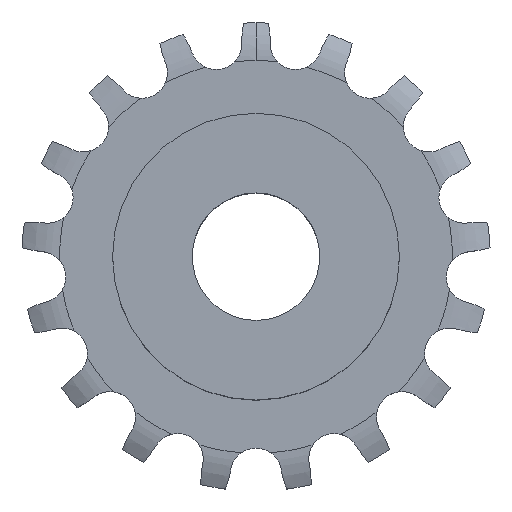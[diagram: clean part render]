
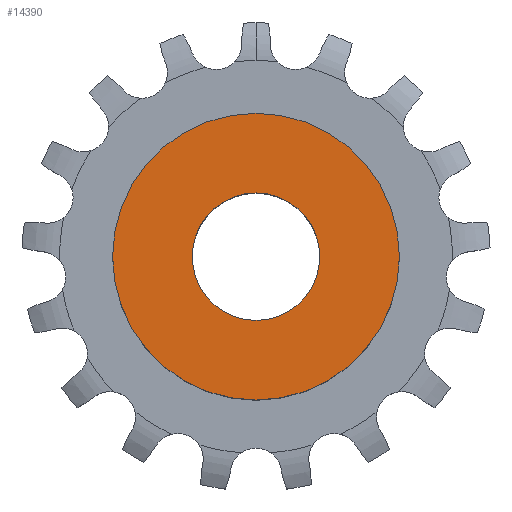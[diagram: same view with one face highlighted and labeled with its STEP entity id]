
A CAD part, top view. The second image highlights one B-rep face of the part: STEP entity #14390.
In plain terms, the highlighted planar face has unit normal (0, 0, 1).
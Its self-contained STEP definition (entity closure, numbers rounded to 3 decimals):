
#2056 = CYLINDRICAL_SURFACE('',#2057,4.);
#2057 = AXIS2_PLACEMENT_3D('',#2058,#2059,#2060);
#2058 = CARTESIAN_POINT('',(0.,0.,5000.));
#2059 = DIRECTION('',(0.,0.,1.));
#2060 = DIRECTION('',(1.,0.,-0.));
#3632 = CYLINDRICAL_SURFACE('',#3633,9.);
#3633 = AXIS2_PLACEMENT_3D('',#3634,#3635,#3636);
#3634 = CARTESIAN_POINT('',(0.,0.,0.));
#3635 = DIRECTION('',(-0.,-0.,-1.));
#3636 = DIRECTION('',(1.,0.,0.));
#11370 = EDGE_CURVE('',#11371,#11371,#11373,.T.);
#11371 = VERTEX_POINT('',#11372);
#11372 = CARTESIAN_POINT('',(4.,0.,11.85));
#11373 = SURFACE_CURVE('',#11374,(#11379,#11386),.PCURVE_S1.);
#11374 = CIRCLE('',#11375,4.);
#11375 = AXIS2_PLACEMENT_3D('',#11376,#11377,#11378);
#11376 = CARTESIAN_POINT('',(0.,0.,11.85));
#11377 = DIRECTION('',(0.,0.,1.));
#11378 = DIRECTION('',(1.,0.,-0.));
#11379 = PCURVE('',#2056,#11380);
#11380 = DEFINITIONAL_REPRESENTATION('',(#11381),#11385);
#11381 = LINE('',#11382,#11383);
#11382 = CARTESIAN_POINT('',(0.,-4988.15));
#11383 = VECTOR('',#11384,1.);
#11384 = DIRECTION('',(1.,0.));
#11385 = ( GEOMETRIC_REPRESENTATION_CONTEXT(2) 
PARAMETRIC_REPRESENTATION_CONTEXT() REPRESENTATION_CONTEXT('2D SPACE',''
  ) );
#11386 = PCURVE('',#11387,#11392);
#11387 = PLANE('',#11388);
#11388 = AXIS2_PLACEMENT_3D('',#11389,#11390,#11391);
#11389 = CARTESIAN_POINT('',(0.,0.,11.85));
#11390 = DIRECTION('',(0.,0.,1.));
#11391 = DIRECTION('',(0.,-1.,0.));
#11392 = DEFINITIONAL_REPRESENTATION('',(#11393),#11397);
#11393 = CIRCLE('',#11394,4.);
#11394 = AXIS2_PLACEMENT_2D('',#11395,#11396);
#11395 = CARTESIAN_POINT('',(0.,0.));
#11396 = DIRECTION('',(0.,1.));
#11397 = ( GEOMETRIC_REPRESENTATION_CONTEXT(2) 
PARAMETRIC_REPRESENTATION_CONTEXT() REPRESENTATION_CONTEXT('2D SPACE',''
  ) );
#13361 = VERTEX_POINT('',#13362);
#13362 = CARTESIAN_POINT('',(9.,0.,11.85));
#13383 = EDGE_CURVE('',#13361,#13361,#13384,.T.);
#13384 = SURFACE_CURVE('',#13385,(#13390,#13397),.PCURVE_S1.);
#13385 = CIRCLE('',#13386,9.);
#13386 = AXIS2_PLACEMENT_3D('',#13387,#13388,#13389);
#13387 = CARTESIAN_POINT('',(0.,0.,11.85));
#13388 = DIRECTION('',(0.,0.,1.));
#13389 = DIRECTION('',(1.,0.,0.));
#13390 = PCURVE('',#3632,#13391);
#13391 = DEFINITIONAL_REPRESENTATION('',(#13392),#13396);
#13392 = LINE('',#13393,#13394);
#13393 = CARTESIAN_POINT('',(-0.,-11.85));
#13394 = VECTOR('',#13395,1.);
#13395 = DIRECTION('',(-1.,0.));
#13396 = ( GEOMETRIC_REPRESENTATION_CONTEXT(2) 
PARAMETRIC_REPRESENTATION_CONTEXT() REPRESENTATION_CONTEXT('2D SPACE',''
  ) );
#13397 = PCURVE('',#11387,#13398);
#13398 = DEFINITIONAL_REPRESENTATION('',(#13399),#13403);
#13399 = CIRCLE('',#13400,9.);
#13400 = AXIS2_PLACEMENT_2D('',#13401,#13402);
#13401 = CARTESIAN_POINT('',(0.,0.));
#13402 = DIRECTION('',(0.,1.));
#13403 = ( GEOMETRIC_REPRESENTATION_CONTEXT(2) 
PARAMETRIC_REPRESENTATION_CONTEXT() REPRESENTATION_CONTEXT('2D SPACE',''
  ) );
#14390 = ADVANCED_FACE('',(#14391,#14394),#11387,.T.);
#14391 = FACE_BOUND('',#14392,.T.);
#14392 = EDGE_LOOP('',(#14393));
#14393 = ORIENTED_EDGE('',*,*,#13383,.T.);
#14394 = FACE_BOUND('',#14395,.T.);
#14395 = EDGE_LOOP('',(#14396));
#14396 = ORIENTED_EDGE('',*,*,#11370,.F.);
